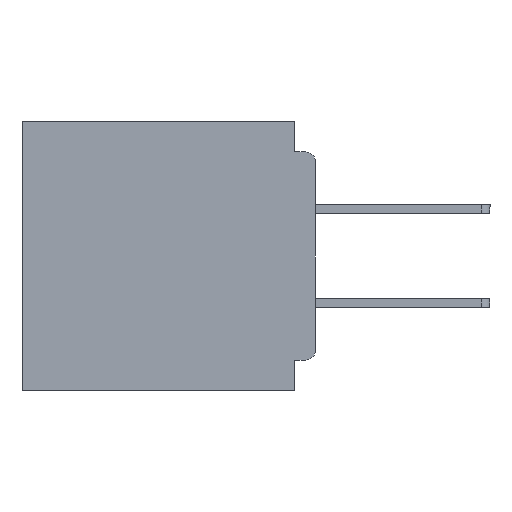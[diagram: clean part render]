
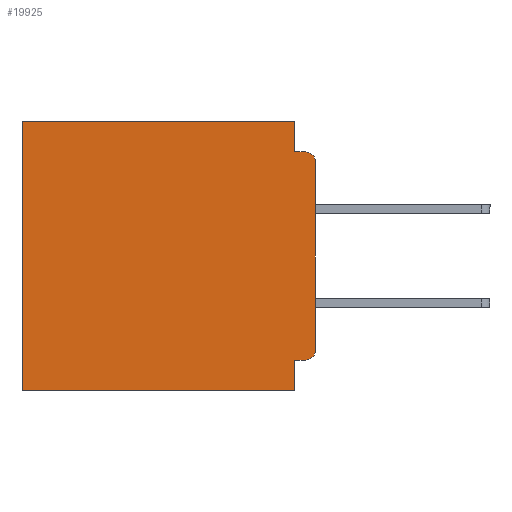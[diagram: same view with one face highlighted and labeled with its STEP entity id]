
A CAD part, left-side view. The second image highlights one B-rep face of the part: STEP entity #19925.
In plain terms, the highlighted planar face has unit normal (-1, 0, 0).
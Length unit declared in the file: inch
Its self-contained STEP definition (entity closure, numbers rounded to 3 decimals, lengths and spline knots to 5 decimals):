
#566 = ORIENTED_EDGE ( 'NONE', *, *, #4946, .F. ) ;
#838 = VECTOR ( 'NONE', #52593, 39.37008 ) ;
#1654 = EDGE_CURVE ( 'NONE', #28230, #21500, #40113, .T. ) ;
#2615 = VECTOR ( 'NONE', #2653, 39.37008 ) ;
#2653 = DIRECTION ( 'NONE',  ( 0., 0., -1. ) ) ;
#3915 = VERTEX_POINT ( 'NONE', #21833 ) ;
#4023 = LINE ( 'NONE', #34045, #2615 ) ;
#4113 = DIRECTION ( 'NONE',  ( 1., 0., 0. ) ) ;
#4946 = EDGE_CURVE ( 'NONE', #21500, #51780, #4023, .T. ) ;
#5085 = EDGE_LOOP ( 'NONE', ( #34022, #5730, #14432, #31395, #57272, #41200, #57285, #566, #42548, #54127 ) ) ;
#5730 = ORIENTED_EDGE ( 'NONE', *, *, #38326, .T. ) ;
#6360 = CIRCLE ( 'NONE', #21696, 0.015 ) ;
#6387 = CARTESIAN_POINT ( 'NONE',  ( 0.3, 0., -0.355 ) ) ;
#6523 = CARTESIAN_POINT ( 'NONE',  ( 0.3, 0.031, -0.355 ) ) ;
#6557 = VECTOR ( 'NONE', #52310, 39.37008 ) ;
#6893 = AXIS2_PLACEMENT_3D ( 'NONE', #26565, #4113, #35471 ) ;
#6958 = DIRECTION ( 'NONE',  ( 0., 1., 0. ) ) ;
#7256 = CARTESIAN_POINT ( 'NONE',  ( 0.3, 0.015, -0.06 ) ) ;
#7837 = CARTESIAN_POINT ( 'NONE',  ( 0.3, 0.015, -0.355 ) ) ;
#9905 = VERTEX_POINT ( 'NONE', #43089 ) ;
#10047 = CARTESIAN_POINT ( 'NONE',  ( 0.3, 0.437, 0. ) ) ;
#10069 = LINE ( 'NONE', #45426, #17814 ) ;
#10564 = DIRECTION ( 'NONE',  ( 0., 1., 0. ) ) ;
#11604 = VERTEX_POINT ( 'NONE', #28193 ) ;
#11812 = DIRECTION ( 'NONE',  ( 0., 0., -1. ) ) ;
#13093 = EDGE_CURVE ( 'NONE', #28230, #9905, #49161, .T. ) ;
#14140 = VECTOR ( 'NONE', #41042, 39.37008 ) ;
#14432 = ORIENTED_EDGE ( 'NONE', *, *, #40923, .F. ) ;
#16479 = CARTESIAN_POINT ( 'NONE',  ( 0.3, 0., -0.4 ) ) ;
#16826 = VERTEX_POINT ( 'NONE', #52259 ) ;
#17597 = VERTEX_POINT ( 'NONE', #57618 ) ;
#17814 = VECTOR ( 'NONE', #27674, 39.37008 ) ;
#17854 = CARTESIAN_POINT ( 'NONE',  ( 0.3, 0.437, -0.4 ) ) ;
#19925 = ADVANCED_FACE ( 'NONE', ( #24543 ), #57780, .F. ) ;
#21298 = CARTESIAN_POINT ( 'NONE',  ( 0.3, 0., 0. ) ) ;
#21500 = VERTEX_POINT ( 'NONE', #6523 ) ;
#21696 = AXIS2_PLACEMENT_3D ( 'NONE', #7256, #38614, #11812 ) ;
#21833 = CARTESIAN_POINT ( 'NONE',  ( 0.3, 0.437, -0.4 ) ) ;
#24543 = FACE_OUTER_BOUND ( 'NONE', #5085, .T. ) ;
#25902 = AXIS2_PLACEMENT_3D ( 'NONE', #53286, #26534, #57754 ) ;
#26534 = DIRECTION ( 'NONE',  ( -1., 0., 0. ) ) ;
#26565 = CARTESIAN_POINT ( 'NONE',  ( 0.3, 0., -0.4 ) ) ;
#26775 = EDGE_CURVE ( 'NONE', #17597, #27101, #45754, .T. ) ;
#27101 = VERTEX_POINT ( 'NONE', #10047 ) ;
#27219 = VECTOR ( 'NONE', #10564, 39.37008 ) ;
#27242 = CARTESIAN_POINT ( 'NONE',  ( 0.3, 0.031, -0.4 ) ) ;
#27674 = DIRECTION ( 'NONE',  ( 0., 0., -1. ) ) ;
#28193 = CARTESIAN_POINT ( 'NONE',  ( 0.3, 0.031, -0.045 ) ) ;
#28230 = VERTEX_POINT ( 'NONE', #7837 ) ;
#28232 = VECTOR ( 'NONE', #6958, 39.37008 ) ;
#28416 = CARTESIAN_POINT ( 'NONE',  ( 0.3, 0., -0.4 ) ) ;
#31395 = ORIENTED_EDGE ( 'NONE', *, *, #56254, .F. ) ;
#31848 = LINE ( 'NONE', #16479, #6557 ) ;
#33913 = VERTEX_POINT ( 'NONE', #41560 ) ;
#34022 = ORIENTED_EDGE ( 'NONE', *, *, #56040, .F. ) ;
#34045 = CARTESIAN_POINT ( 'NONE',  ( 0.3, 0.031, -0.4 ) ) ;
#34548 = VECTOR ( 'NONE', #44641, 39.37008 ) ;
#34590 = EDGE_CURVE ( 'NONE', #51780, #3915, #39079, .T. ) ;
#35471 = DIRECTION ( 'NONE',  ( 0., 0., -1. ) ) ;
#37313 = LINE ( 'NONE', #17854, #34548 ) ;
#38326 = EDGE_CURVE ( 'NONE', #16826, #33913, #6360, .T. ) ;
#38614 = DIRECTION ( 'NONE',  ( -1., 0., 0. ) ) ;
#39079 = LINE ( 'NONE', #28416, #27219 ) ;
#40113 = LINE ( 'NONE', #6387, #28232 ) ;
#40282 = EDGE_CURVE ( 'NONE', #27101, #3915, #37313, .T. ) ;
#40923 = EDGE_CURVE ( 'NONE', #11604, #33913, #51286, .T. ) ;
#41042 = DIRECTION ( 'NONE',  ( 0., -1., 0. ) ) ;
#41200 = ORIENTED_EDGE ( 'NONE', *, *, #40282, .T. ) ;
#41560 = CARTESIAN_POINT ( 'NONE',  ( 0.3, 0.015, -0.045 ) ) ;
#42548 = ORIENTED_EDGE ( 'NONE', *, *, #1654, .F. ) ;
#43089 = CARTESIAN_POINT ( 'NONE',  ( 0.3, 0., -0.34 ) ) ;
#44641 = DIRECTION ( 'NONE',  ( 0., 0., -1. ) ) ;
#45426 = CARTESIAN_POINT ( 'NONE',  ( 0.3, 0.031, 0. ) ) ;
#45542 = CARTESIAN_POINT ( 'NONE',  ( 0.3, 0., -0.045 ) ) ;
#45754 = LINE ( 'NONE', #21298, #838 ) ;
#49161 = CIRCLE ( 'NONE', #25902, 0.015 ) ;
#51286 = LINE ( 'NONE', #45542, #14140 ) ;
#51780 = VERTEX_POINT ( 'NONE', #27242 ) ;
#52259 = CARTESIAN_POINT ( 'NONE',  ( 0.3, 0., -0.06 ) ) ;
#52310 = DIRECTION ( 'NONE',  ( 0., 0., -1. ) ) ;
#52593 = DIRECTION ( 'NONE',  ( 0., 1., 0. ) ) ;
#53286 = CARTESIAN_POINT ( 'NONE',  ( 0.3, 0.015, -0.34 ) ) ;
#54127 = ORIENTED_EDGE ( 'NONE', *, *, #13093, .T. ) ;
#56040 = EDGE_CURVE ( 'NONE', #16826, #9905, #31848, .T. ) ;
#56254 = EDGE_CURVE ( 'NONE', #17597, #11604, #10069, .T. ) ;
#57272 = ORIENTED_EDGE ( 'NONE', *, *, #26775, .T. ) ;
#57285 = ORIENTED_EDGE ( 'NONE', *, *, #34590, .F. ) ;
#57618 = CARTESIAN_POINT ( 'NONE',  ( 0.3, 0.031, 0. ) ) ;
#57754 = DIRECTION ( 'NONE',  ( 0., 0., -1. ) ) ;
#57780 = PLANE ( 'NONE',  #6893 ) ;
